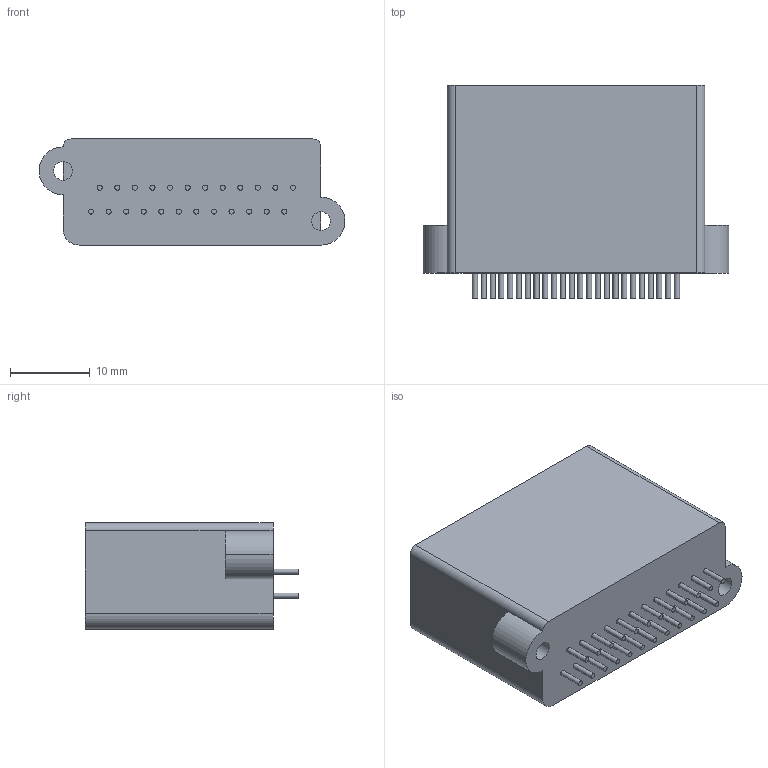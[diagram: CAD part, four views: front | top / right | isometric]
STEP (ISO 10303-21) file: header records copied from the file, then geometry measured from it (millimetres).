
FILE_DESCRIPTION(('HOOPS Exchange Step'),'2;1');
FILE_NAME('export-97F9B89E-905C-4F60-B424-CAE23D14406C.stp','2022-10-08T17:32:15+17:00',('Daxxn'),('Alibre'),'HOOPS Exchange 2022.0','Alibre','Unknown authorisation');
FILE_SCHEMA( ('AP242_MANAGED_MODEL_BASED_3D_ENGINEERING_MIM_LF {1 0 10303 442 1 1 4 }') );
Length unit declared in the file: centimetre
Products named in the file (1): MX34024UF1
Bounding box: 38.3 x 26.7 x 13.3 mm (x, y, z)
Volume: 6115 mm3; surface area: 4630.6 mm2
Topology: 1 solids, 1 shells, 72 faces, 186 edges, 139 vertices
Faces by surface type: plane 39, cylinder 33
Full cylindrical faces by diameter (mm): 0.64 x24, 2.35 x2
Entity records: 2400 total; most frequent: DIRECTION 455, CARTESIAN_POINT 399, ORIENTED_EDGE 372, AXIS2_PLACEMENT_3D 195, EDGE_CURVE 186, VERTEX_POINT 139, CIRCLE 121, EDGE_LOOP 99
